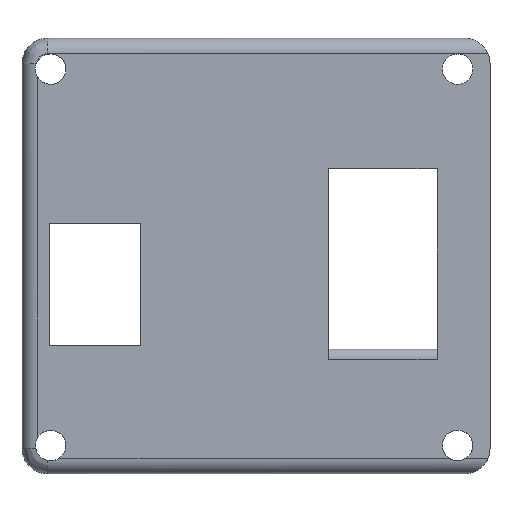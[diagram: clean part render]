
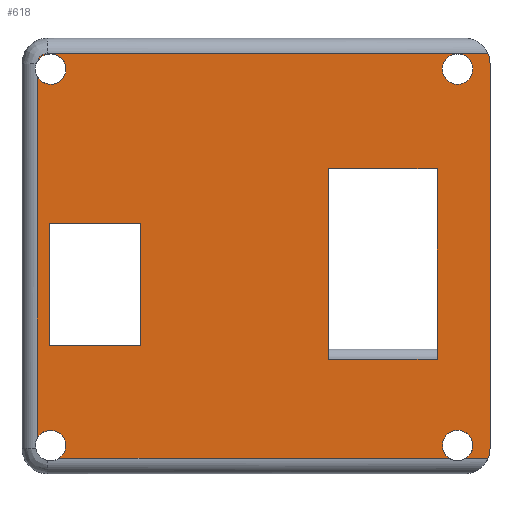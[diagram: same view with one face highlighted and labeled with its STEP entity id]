
A CAD part, top view. The second image highlights one B-rep face of the part: STEP entity #618.
In plain terms, the highlighted planar face has unit normal (0, 0, 1).
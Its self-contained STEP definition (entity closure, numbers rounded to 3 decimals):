
#23=FACE_BOUND('',#101,.T.);
#24=FACE_BOUND('',#102,.T.);
#25=FACE_BOUND('',#103,.T.);
#45=PLANE('',#678);
#68=FACE_OUTER_BOUND('',#100,.T.);
#100=EDGE_LOOP('',(#466,#467,#468,#469,#470,#471,#472,#473,#474,#475,#476,
#477));
#101=EDGE_LOOP('',(#478,#479,#480,#481));
#102=EDGE_LOOP('',(#482,#483,#484,#485));
#103=EDGE_LOOP('',(#486));
#132=LINE('',#899,#185);
#137=LINE('',#923,#190);
#139=LINE('',#963,#192);
#140=LINE('',#990,#193);
#142=LINE('',#1016,#195);
#147=LINE('',#1061,#200);
#148=LINE('',#1063,#201);
#149=LINE('',#1065,#202);
#150=LINE('',#1066,#203);
#151=LINE('',#1069,#204);
#152=LINE('',#1071,#205);
#153=LINE('',#1073,#206);
#154=LINE('',#1074,#207);
#185=VECTOR('',#725,10.);
#190=VECTOR('',#736,10.);
#192=VECTOR('',#748,10.);
#193=VECTOR('',#751,10.);
#195=VECTOR('',#755,10.);
#200=VECTOR('',#788,10.);
#201=VECTOR('',#789,10.);
#202=VECTOR('',#790,10.);
#203=VECTOR('',#791,10.);
#204=VECTOR('',#792,10.);
#205=VECTOR('',#793,10.);
#206=VECTOR('',#794,10.);
#207=VECTOR('',#795,10.);
#240=CIRCLE('',#661,1.);
#246=CIRCLE('',#670,2.5);
#249=CIRCLE('',#674,1.5);
#250=CIRCLE('',#676,1.5);
#252=CIRCLE('',#679,1.5);
#253=CIRCLE('',#680,1.5);
#254=CIRCLE('',#681,2.5);
#255=CIRCLE('',#682,1.5);
#261=VERTEX_POINT('',#892);
#264=VERTEX_POINT('',#897);
#267=VERTEX_POINT('',#907);
#270=VERTEX_POINT('',#921);
#271=VERTEX_POINT('',#933);
#277=VERTEX_POINT('',#955);
#278=VERTEX_POINT('',#962);
#280=VERTEX_POINT('',#976);
#281=VERTEX_POINT('',#977);
#282=VERTEX_POINT('',#989);
#286=VERTEX_POINT('',#1005);
#287=VERTEX_POINT('',#1038);
#292=VERTEX_POINT('',#1056);
#293=VERTEX_POINT('',#1059);
#294=VERTEX_POINT('',#1062);
#295=VERTEX_POINT('',#1064);
#296=VERTEX_POINT('',#1067);
#297=VERTEX_POINT('',#1068);
#298=VERTEX_POINT('',#1070);
#299=VERTEX_POINT('',#1072);
#300=VERTEX_POINT('',#1075);
#322=EDGE_CURVE('',#264,#261,#132,.T.);
#329=EDGE_CURVE('',#270,#267,#137,.T.);
#330=EDGE_CURVE('',#271,#270,#240,.T.);
#338=EDGE_CURVE('',#277,#278,#139,.T.);
#342=EDGE_CURVE('',#281,#282,#140,.T.);
#347=EDGE_CURVE('',#286,#280,#142,.T.);
#350=EDGE_CURVE('',#287,#267,#246,.T.);
#356=EDGE_CURVE('',#278,#271,#249,.T.);
#357=EDGE_CURVE('',#282,#277,#250,.T.);
#360=EDGE_CURVE('',#281,#292,#252,.F.);
#361=EDGE_CURVE('',#292,#280,#253,.F.);
#362=EDGE_CURVE('',#286,#293,#254,.T.);
#363=EDGE_CURVE('',#293,#287,#147,.T.);
#364=EDGE_CURVE('',#264,#294,#148,.F.);
#365=EDGE_CURVE('',#294,#295,#149,.F.);
#366=EDGE_CURVE('',#261,#295,#150,.T.);
#367=EDGE_CURVE('',#296,#297,#151,.T.);
#368=EDGE_CURVE('',#298,#296,#152,.T.);
#369=EDGE_CURVE('',#299,#298,#153,.T.);
#370=EDGE_CURVE('',#297,#299,#154,.T.);
#371=EDGE_CURVE('',#300,#300,#255,.F.);
#466=ORIENTED_EDGE('',*,*,#329,.F.);
#467=ORIENTED_EDGE('',*,*,#330,.F.);
#468=ORIENTED_EDGE('',*,*,#356,.F.);
#469=ORIENTED_EDGE('',*,*,#338,.F.);
#470=ORIENTED_EDGE('',*,*,#357,.F.);
#471=ORIENTED_EDGE('',*,*,#342,.F.);
#472=ORIENTED_EDGE('',*,*,#360,.T.);
#473=ORIENTED_EDGE('',*,*,#361,.T.);
#474=ORIENTED_EDGE('',*,*,#347,.F.);
#475=ORIENTED_EDGE('',*,*,#362,.T.);
#476=ORIENTED_EDGE('',*,*,#363,.T.);
#477=ORIENTED_EDGE('',*,*,#350,.T.);
#478=ORIENTED_EDGE('',*,*,#364,.T.);
#479=ORIENTED_EDGE('',*,*,#365,.T.);
#480=ORIENTED_EDGE('',*,*,#366,.F.);
#481=ORIENTED_EDGE('',*,*,#322,.F.);
#482=ORIENTED_EDGE('',*,*,#367,.F.);
#483=ORIENTED_EDGE('',*,*,#368,.F.);
#484=ORIENTED_EDGE('',*,*,#369,.F.);
#485=ORIENTED_EDGE('',*,*,#370,.F.);
#486=ORIENTED_EDGE('',*,*,#371,.T.);
#618=ADVANCED_FACE('',(#68,#23,#24,#25),#45,.T.);
#661=AXIS2_PLACEMENT_3D('',#934,#737,#738);
#670=AXIS2_PLACEMENT_3D('',#1039,#760,#761);
#674=AXIS2_PLACEMENT_3D('',#1049,#771,#772);
#676=AXIS2_PLACEMENT_3D('',#1051,#775,#776);
#678=AXIS2_PLACEMENT_3D('',#1055,#780,#781);
#679=AXIS2_PLACEMENT_3D('',#1057,#782,#783);
#680=AXIS2_PLACEMENT_3D('',#1058,#784,#785);
#681=AXIS2_PLACEMENT_3D('',#1060,#786,#787);
#682=AXIS2_PLACEMENT_3D('',#1076,#796,#797);
#725=DIRECTION('',(1.,0.,0.));
#736=DIRECTION('',(1.,0.,0.));
#737=DIRECTION('center_axis',(0.,0.,-1.));
#738=DIRECTION('ref_axis',(-0.707,0.707,0.));
#748=DIRECTION('',(0.,1.,0.));
#751=DIRECTION('',(-1.,0.,0.));
#755=DIRECTION('',(-1.,0.,0.));
#760=DIRECTION('center_axis',(0.,0.,1.));
#761=DIRECTION('ref_axis',(0.707,0.707,0.));
#771=DIRECTION('center_axis',(0.,0.,1.));
#772=DIRECTION('ref_axis',(1.,0.,0.));
#775=DIRECTION('center_axis',(0.,0.,1.));
#776=DIRECTION('ref_axis',(1.,0.,0.));
#780=DIRECTION('center_axis',(0.,0.,1.));
#781=DIRECTION('ref_axis',(1.,0.,0.));
#782=DIRECTION('center_axis',(0.,0.,1.));
#783=DIRECTION('ref_axis',(1.,0.,0.));
#784=DIRECTION('center_axis',(0.,0.,1.));
#785=DIRECTION('ref_axis',(1.,0.,0.));
#786=DIRECTION('center_axis',(0.,0.,1.));
#787=DIRECTION('ref_axis',(0.707,-0.707,0.));
#788=DIRECTION('',(0.,1.,0.));
#789=DIRECTION('',(0.,-1.,0.));
#790=DIRECTION('',(-1.,0.,0.));
#791=DIRECTION('',(0.,1.,0.));
#792=DIRECTION('',(0.,1.,0.));
#793=DIRECTION('',(1.,0.,0.));
#794=DIRECTION('',(0.,-1.,0.));
#795=DIRECTION('',(-1.,0.,0.));
#796=DIRECTION('center_axis',(0.,0.,1.));
#797=DIRECTION('ref_axis',(1.,0.,0.));
#892=CARTESIAN_POINT('',(-97.95,-26.553,80.353));
#897=CARTESIAN_POINT('',(-108.65,-26.553,80.353));
#899=CARTESIAN_POINT('',(-106.853,-26.553,80.353));
#907=CARTESIAN_POINT('',(-92.965,3.5,80.353));
#921=CARTESIAN_POINT('',(-136.256,3.5,80.353));
#923=CARTESIAN_POINT('',(-104.256,3.5,80.353));
#933=CARTESIAN_POINT('',(-137.231,2.723,80.353));
#934=CARTESIAN_POINT('Origin',(-136.256,2.5,80.353));
#955=CARTESIAN_POINT('',(-137.256,-34.322,80.353));
#962=CARTESIAN_POINT('',(-137.256,1.251,80.353));
#963=CARTESIAN_POINT('',(-137.256,-5.7,80.353));
#976=CARTESIAN_POINT('',(-95.13,-36.3,80.353));
#977=CARTESIAN_POINT('',(-96.743,-36.3,80.353));
#989=CARTESIAN_POINT('',(-135.13,-36.3,80.353));
#990=CARTESIAN_POINT('',(-127.256,-36.3,80.353));
#1005=CARTESIAN_POINT('',(-92.965,-36.3,80.353));
#1016=CARTESIAN_POINT('',(-127.256,-36.3,80.353));
#1038=CARTESIAN_POINT('',(-92.756,2.5,80.353));
#1039=CARTESIAN_POINT('Origin',(-95.256,2.5,80.353));
#1049=CARTESIAN_POINT('Origin',(-135.937,1.965,80.353));
#1051=CARTESIAN_POINT('Origin',(-135.937,-35.035,80.353));
#1055=CARTESIAN_POINT('Origin',(-115.756,-16.4,80.353));
#1056=CARTESIAN_POINT('',(-97.437,-35.035,80.353));
#1057=CARTESIAN_POINT('Origin',(-95.937,-35.035,80.353));
#1058=CARTESIAN_POINT('Origin',(-95.937,-35.035,80.353));
#1059=CARTESIAN_POINT('',(-92.756,-35.3,80.353));
#1060=CARTESIAN_POINT('Origin',(-95.256,-35.3,80.353));
#1061=CARTESIAN_POINT('',(-92.756,-27.1,80.353));
#1062=CARTESIAN_POINT('',(-108.65,-7.833,80.353));
#1063=CARTESIAN_POINT('',(-108.65,-20.976,80.353));
#1064=CARTESIAN_POINT('',(-97.95,-7.833,80.353));
#1065=CARTESIAN_POINT('',(-112.053,-7.833,80.353));
#1066=CARTESIAN_POINT('',(-97.95,-12.366,80.353));
#1067=CARTESIAN_POINT('',(-127.062,-25.214,80.353));
#1068=CARTESIAN_POINT('',(-127.062,-13.214,80.353));
#1069=CARTESIAN_POINT('',(-127.062,-14.807,80.353));
#1070=CARTESIAN_POINT('',(-136.062,-25.214,80.353));
#1071=CARTESIAN_POINT('',(-121.409,-25.214,80.353));
#1072=CARTESIAN_POINT('',(-136.062,-13.214,80.353));
#1073=CARTESIAN_POINT('',(-136.062,-20.807,80.353));
#1074=CARTESIAN_POINT('',(-125.909,-13.214,80.353));
#1075=CARTESIAN_POINT('',(-97.437,1.965,80.353));
#1076=CARTESIAN_POINT('Origin',(-95.937,1.965,80.353));
